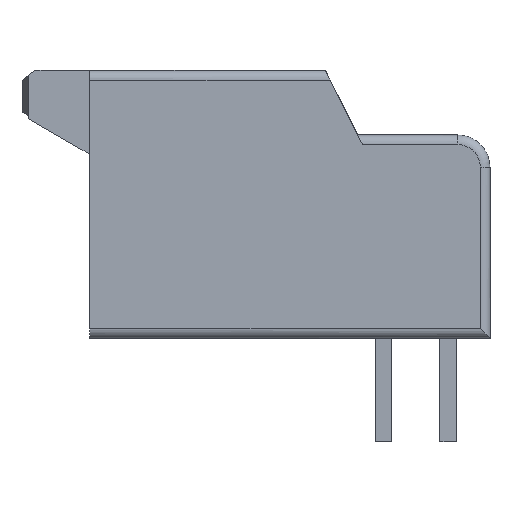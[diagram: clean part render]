
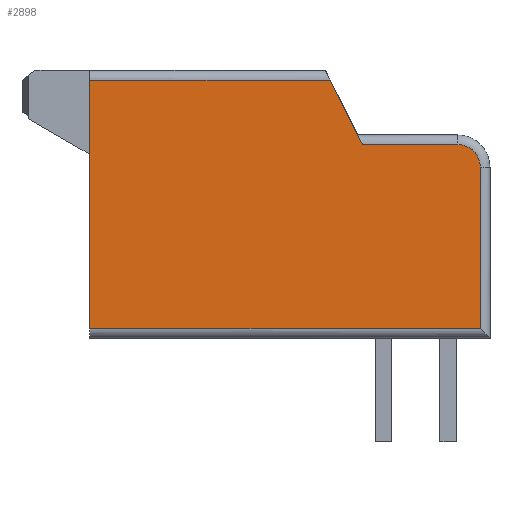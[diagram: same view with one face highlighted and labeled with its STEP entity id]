
A CAD part, left-side view. The second image highlights one B-rep face of the part: STEP entity #2898.
In plain terms, the highlighted planar face has unit normal (-1, 0, 0).
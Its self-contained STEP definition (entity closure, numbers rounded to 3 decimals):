
#30=DIRECTION('',(0.,0.447,0.894));
#31=VECTOR('',#30,2.236);
#32=CARTESIAN_POINT('',(-7.,-6.125,2.1));
#33=LINE('',#32,#31);
#40=CARTESIAN_POINT('',(-7.,-5.125,4.1));
#116=DIRECTION('',(0.,1.,0.));
#117=VECTOR('',#116,7.45);
#118=CARTESIAN_POINT('',(-7.,-5.125,4.1));
#119=LINE('',#118,#117);
#120=DIRECTION('',(0.,1.,0.));
#121=VECTOR('',#120,2.95);
#122=CARTESIAN_POINT('',(-7.,-9.075,2.1));
#123=LINE('',#122,#121);
#124=CARTESIAN_POINT('',(-7.,-9.075,1.4));
#125=DIRECTION('',(-1.,0.,0.));
#126=DIRECTION('',(0.,-1.,0.));
#127=AXIS2_PLACEMENT_3D('',#124,#125,#126);
#129=DIRECTION('',(0.,0.,1.));
#130=VECTOR('',#129,5.);
#131=CARTESIAN_POINT('',(-7.,-9.775,-3.6));
#132=LINE('',#131,#130);
#133=DIRECTION('',(0.,-1.,0.));
#134=VECTOR('',#133,12.1);
#135=CARTESIAN_POINT('',(-7.,2.325,-3.6));
#136=LINE('',#135,#134);
#137=DIRECTION('',(0.,0.,-1.));
#138=VECTOR('',#137,7.7);
#139=CARTESIAN_POINT('',(-7.,2.325,4.1));
#140=LINE('',#139,#138);
#2265=CARTESIAN_POINT('',(-7.,2.325,4.1));
#2267=VERTEX_POINT('',#2265);
#2271=VERTEX_POINT('',#40);
#2276=CARTESIAN_POINT('',(-7.,-9.075,2.1));
#2277=CARTESIAN_POINT('',(-7.,-6.125,2.1));
#2278=VERTEX_POINT('',#2276);
#2279=VERTEX_POINT('',#2277);
#2280=CARTESIAN_POINT('',(-7.,-9.775,1.4));
#2281=VERTEX_POINT('',#2280);
#2284=CARTESIAN_POINT('',(-7.,-9.775,-3.6));
#2285=VERTEX_POINT('',#2284);
#2289=CARTESIAN_POINT('',(-7.,2.325,-3.6));
#2291=VERTEX_POINT('',#2289);
#2880=CARTESIAN_POINT('',(-7.,2.325,0.));
#2881=DIRECTION('',(-1.,0.,0.));
#2882=DIRECTION('',(0.,0.,-1.));
#2883=AXIS2_PLACEMENT_3D('',#2880,#2881,#2882);
#2884=PLANE('',#2883);
#2886=ORIENTED_EDGE('',*,*,#2885,.F.);
#2887=ORIENTED_EDGE('',*,*,#2792,.F.);
#2888=ORIENTED_EDGE('',*,*,#2859,.F.);
#2889=ORIENTED_EDGE('',*,*,#2870,.F.);
#2891=ORIENTED_EDGE('',*,*,#2890,.F.);
#2893=ORIENTED_EDGE('',*,*,#2892,.F.);
#2895=ORIENTED_EDGE('',*,*,#2894,.F.);
#2896=EDGE_LOOP('',(#2886,#2887,#2888,#2889,#2891,#2893,#2895));
#2897=FACE_OUTER_BOUND('',#2896,.F.);
#2898=ADVANCED_FACE('',(#2897),#2884,.T.);
#128=CIRCLE('',#127,0.7);
#2792=EDGE_CURVE('',#2279,#2271,#33,.T.);
#2859=EDGE_CURVE('',#2278,#2279,#123,.T.);
#2870=EDGE_CURVE('',#2281,#2278,#128,.T.);
#2885=EDGE_CURVE('',#2271,#2267,#119,.T.);
#2890=EDGE_CURVE('',#2285,#2281,#132,.T.);
#2892=EDGE_CURVE('',#2291,#2285,#136,.T.);
#2894=EDGE_CURVE('',#2267,#2291,#140,.T.);
